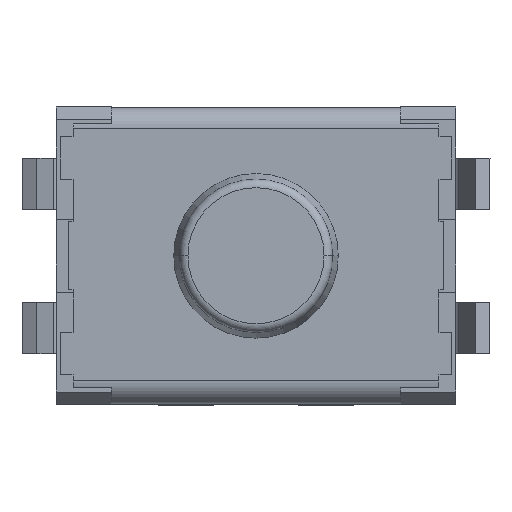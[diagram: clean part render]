
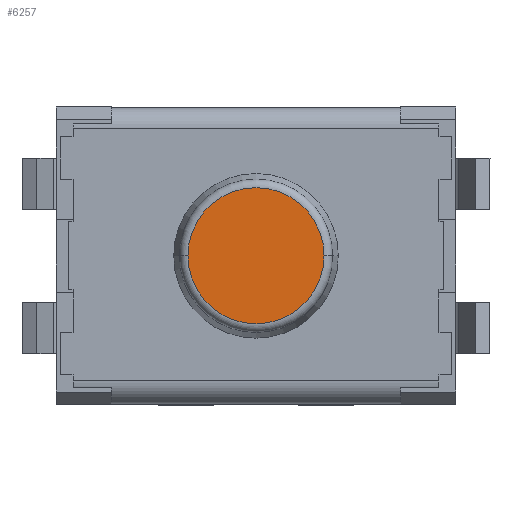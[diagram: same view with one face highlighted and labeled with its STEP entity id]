
A CAD part, top view. The second image highlights one B-rep face of the part: STEP entity #6257.
In plain terms, the highlighted planar face has unit normal (0, 0, 1).
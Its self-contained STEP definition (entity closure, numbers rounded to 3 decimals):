
#550 = EDGE_CURVE ( 'NONE', #2926, #3903, #3409, .T. ) ;
#617 = DIRECTION ( 'NONE',  ( 0., 0., -1. ) ) ;
#658 = CARTESIAN_POINT ( 'NONE',  ( -1.434, 0.682, 0.85 ) ) ;
#861 = DIRECTION ( 'NONE',  ( 1., 0., 0. ) ) ;
#922 = EDGE_LOOP ( 'NONE', ( #3084, #3970 ) ) ;
#1454 = CARTESIAN_POINT ( 'NONE',  ( -2.234, 0.682, 0.85 ) ) ;
#1851 = CIRCLE ( 'NONE', #2943, 0.8 ) ;
#2229 = PLANE ( 'NONE',  #6804 ) ;
#2731 = AXIS2_PLACEMENT_3D ( 'NONE', #6281, #617, #6243 ) ;
#2926 = VERTEX_POINT ( 'NONE', #1454 ) ;
#2943 = AXIS2_PLACEMENT_3D ( 'NONE', #658, #3284, #3203 ) ;
#3084 = ORIENTED_EDGE ( 'NONE', *, *, #5408, .F. ) ;
#3203 = DIRECTION ( 'NONE',  ( 1., 0., 0. ) ) ;
#3284 = DIRECTION ( 'NONE',  ( 0., 0., -1. ) ) ;
#3360 = CARTESIAN_POINT ( 'NONE',  ( -0.634, 0.682, 0.85 ) ) ;
#3409 = CIRCLE ( 'NONE', #2731, 0.8 ) ;
#3576 = FACE_OUTER_BOUND ( 'NONE', #922, .T. ) ;
#3903 = VERTEX_POINT ( 'NONE', #3360 ) ;
#3970 = ORIENTED_EDGE ( 'NONE', *, *, #550, .F. ) ;
#4770 = CARTESIAN_POINT ( 'NONE',  ( -0.624, -0.127, 0.85 ) ) ;
#5408 = EDGE_CURVE ( 'NONE', #3903, #2926, #1851, .T. ) ;
#6243 = DIRECTION ( 'NONE',  ( 1., 0., 0. ) ) ;
#6257 = ADVANCED_FACE ( 'NONE', ( #3576 ), #2229, .T. ) ;
#6281 = CARTESIAN_POINT ( 'NONE',  ( -1.434, 0.682, 0.85 ) ) ;
#6565 = DIRECTION ( 'NONE',  ( 0., 0., 1. ) ) ;
#6804 = AXIS2_PLACEMENT_3D ( 'NONE', #4770, #6565, #861 ) ;
